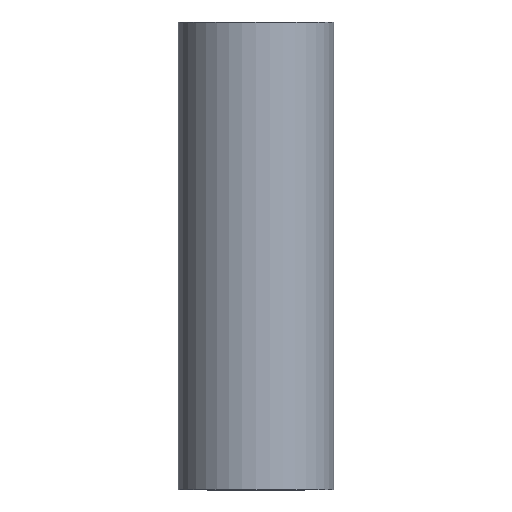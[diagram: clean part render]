
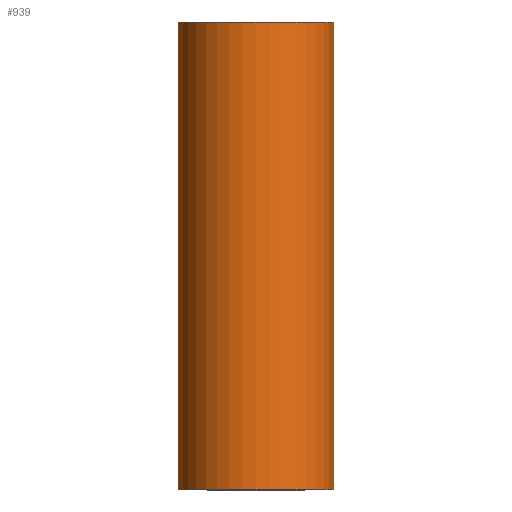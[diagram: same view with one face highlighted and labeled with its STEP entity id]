
A CAD part, top view. The second image highlights one B-rep face of the part: STEP entity #939.
In plain terms, the highlighted cylindrical face has radius 25.4 mm (diameter 50.8 mm), a partial arc.
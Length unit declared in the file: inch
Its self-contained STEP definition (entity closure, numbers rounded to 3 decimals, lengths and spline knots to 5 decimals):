
#876=CARTESIAN_POINT('',(9.94933,8.58979,0.10257));
#877=VERTEX_POINT('',#876);
#884=CARTESIAN_POINT('',(9.94933,2.58979,0.10257));
#885=VERTEX_POINT('',#884);
#886=CARTESIAN_POINT('',(9.94933,5.58979,0.10257));
#887=DIRECTION('',(0.,1.,0.));
#888=VECTOR('',#887,1.);
#889=LINE('',#886,#888);
#890=EDGE_CURVE('',#885,#877,#889,.T.);
#907=CARTESIAN_POINT('',(7.94933,8.58979,0.10257));
#908=VERTEX_POINT('',#907);
#909=CARTESIAN_POINT('',(8.94933,8.58979,0.10257));
#910=DIRECTION('',(0.,-1.,0.));
#911=DIRECTION('',(1.,0.,0.));
#912=AXIS2_PLACEMENT_3D('',#909,#910,#911);
#913=CIRCLE('',#912,1.);
#914=EDGE_CURVE('',#877,#908,#913,.T.);
#915=ORIENTED_EDGE('',*,*,#914,.T.);
#916=CARTESIAN_POINT('',(7.94933,2.58979,0.10257));
#917=VERTEX_POINT('',#916);
#918=CARTESIAN_POINT('',(7.94933,5.58979,0.10257));
#919=DIRECTION('',(0.,-1.,0.));
#920=VECTOR('',#919,1.);
#921=LINE('',#918,#920);
#922=EDGE_CURVE('',#908,#917,#921,.T.);
#923=ORIENTED_EDGE('',*,*,#922,.T.);
#924=CARTESIAN_POINT('',(8.94933,2.58979,0.10257));
#925=DIRECTION('',(0.,1.,0.));
#926=DIRECTION('',(1.,0.,0.));
#927=AXIS2_PLACEMENT_3D('',#924,#925,#926);
#928=CIRCLE('',#927,1.);
#929=EDGE_CURVE('',#917,#885,#928,.T.);
#930=ORIENTED_EDGE('',*,*,#929,.T.);
#931=ORIENTED_EDGE('',*,*,#890,.T.);
#932=EDGE_LOOP('',(#915,#923,#930,#931));
#933=FACE_OUTER_BOUND('',#932,.T.);
#934=CARTESIAN_POINT('',(8.94933,5.58979,0.10257));
#935=DIRECTION('',(0.,1.,0.));
#936=DIRECTION('',(0.,0.,-1.));
#937=AXIS2_PLACEMENT_3D('',#934,#935,#936);
#938=CYLINDRICAL_SURFACE('',#937,1.);
#939=ADVANCED_FACE('',(#933),#938,.T.);
